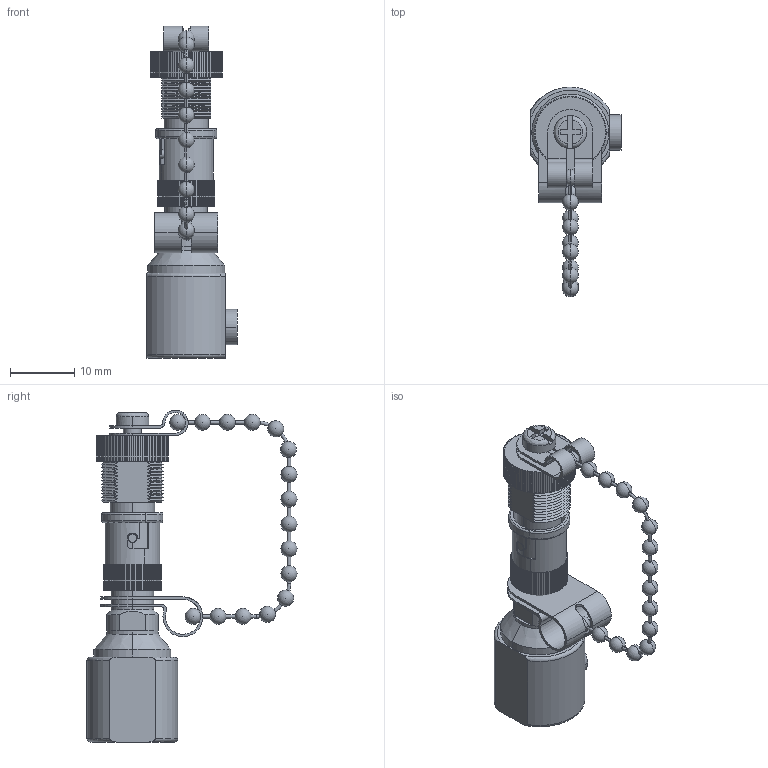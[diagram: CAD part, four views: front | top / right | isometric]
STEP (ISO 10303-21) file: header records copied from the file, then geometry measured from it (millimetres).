
FILE_DESCRIPTION (( 'STEP AP214' ), '1' );
FILE_NAME ('FOA-STB9_3D.STEP', '2020-08-06T17:16:33', ( '' ), ( '' ), 'SwSTEP 2.0', 'SolidWorks 2018', '' );
FILE_SCHEMA (( 'AUTOMOTIVE_DESIGN' ));
Length unit declared in the file: inch
Products named in the file (10): FOA-STB9-MA6; FOA-STB9_3D; FOA-STB9-MA2; USP-CTT50-MA2; FOA-STB9-MA5; FOA-STB9-MA1; USP-PCT-MA5; FOA-STB9-MA4; 1AY03-037-SCREW; FOA-STB9-MA3
Assembly tree (9 placements, depth 2):
  FOA-STB9_3D
    FOA-STB9-MA1
    FOA-STB9-MA2
    FOA-STB9-MA3
    FOA-STB9-MA4
    FOA-STB9-MA5
    USP-CTT50-MA2
    USP-PCT-MA5
    1AY03-037-SCREW
    FOA-STB9-MA6
Bounding box: 13.97 x 32.57 x 51.49 mm (x, y, z)
Volume: 4007.1 mm3; surface area: 5156.8 mm2
Topology: 9 solids, 9 shells, 956 faces, 2714 edges, 1754 vertices
Faces by surface type: plane 489, cylinder 281, cone 120, sphere 32, torus 20, bspline 14
Entity records: 32440 total; most frequent: CARTESIAN_POINT 6596, ORIENTED_EDGE 5268, DIRECTION 5040, EDGE_CURVE 2634, VERTEX_POINT 1706, VECTOR 1700, LINE 1700, AXIS2_PLACEMENT_3D 1670
